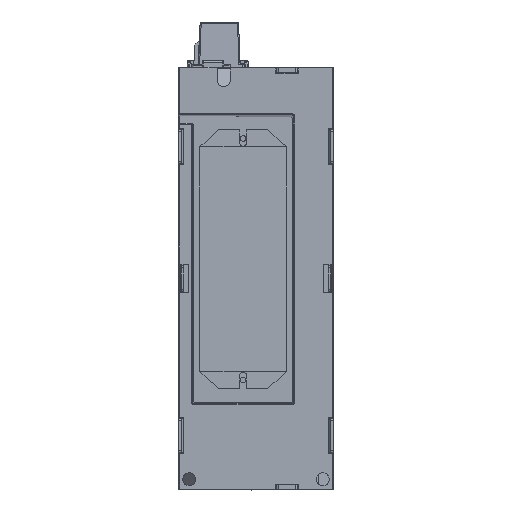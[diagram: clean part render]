
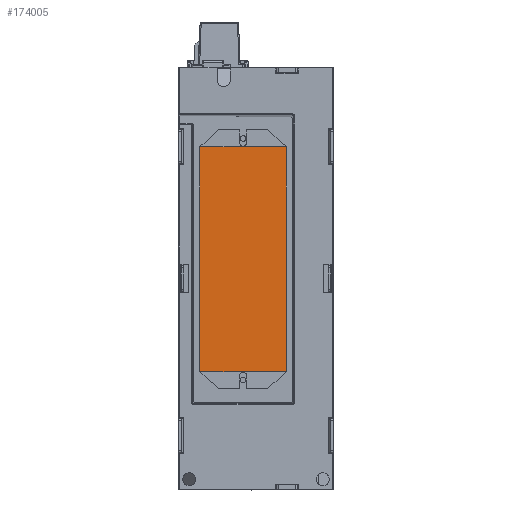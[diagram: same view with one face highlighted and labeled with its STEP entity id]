
A CAD part, front view. The second image highlights one B-rep face of the part: STEP entity #174005.
In plain terms, the highlighted planar face has unit normal (0, -1, 0).
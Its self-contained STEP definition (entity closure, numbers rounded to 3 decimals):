
#50865=DIRECTION('',(0.,0.,-1.));
#50866=VECTOR('',#50865,104.2);
#50867=CARTESIAN_POINT('',(-26.,3.9,61.1));
#50868=LINE('',#50867,#50866);
#50869=DIRECTION('',(-1.,0.,0.));
#50870=VECTOR('',#50869,40.);
#50871=CARTESIAN_POINT('',(14.,3.9,61.1));
#50872=LINE('',#50871,#50870);
#50873=DIRECTION('',(0.,0.,1.));
#50874=VECTOR('',#50873,104.2);
#50875=CARTESIAN_POINT('',(14.,3.9,-43.1));
#50876=LINE('',#50875,#50874);
#50881=DIRECTION('',(-1.,0.,0.));
#50882=VECTOR('',#50881,40.);
#50883=CARTESIAN_POINT('',(14.,3.9,-43.1));
#50884=LINE('',#50883,#50882);
#56403=CARTESIAN_POINT('',(14.,3.9,-43.1));
#56405=VERTEX_POINT('',#56403);
#56406=CARTESIAN_POINT('',(14.,3.9,61.1));
#56407=VERTEX_POINT('',#56406);
#56425=CARTESIAN_POINT('',(-26.,3.9,61.1));
#56427=VERTEX_POINT('',#56425);
#56428=CARTESIAN_POINT('',(-26.,3.9,-43.1));
#56429=VERTEX_POINT('',#56428);
#173993=CARTESIAN_POINT('',(-6.,3.9,9.));
#173994=DIRECTION('',(0.,1.,0.));
#173995=DIRECTION('',(0.,0.,1.));
#173996=AXIS2_PLACEMENT_3D('',#173993,#173994,#173995);
#173997=PLANE('',#173996);
#173999=ORIENTED_EDGE('',*,*,#173998,.T.);
#174000=ORIENTED_EDGE('',*,*,#173913,.F.);
#174001=ORIENTED_EDGE('',*,*,#173987,.F.);
#174002=ORIENTED_EDGE('',*,*,#173795,.F.);
#174003=EDGE_LOOP('',(#173999,#174000,#174001,#174002));
#174004=FACE_OUTER_BOUND('',#174003,.F.);
#174005=ADVANCED_FACE('',(#174004),#173997,.F.);
#173795=EDGE_CURVE('',#56405,#56407,#50876,.T.);
#173913=EDGE_CURVE('',#56427,#56429,#50868,.T.);
#173987=EDGE_CURVE('',#56407,#56427,#50872,.T.);
#173998=EDGE_CURVE('',#56405,#56429,#50884,.T.);
